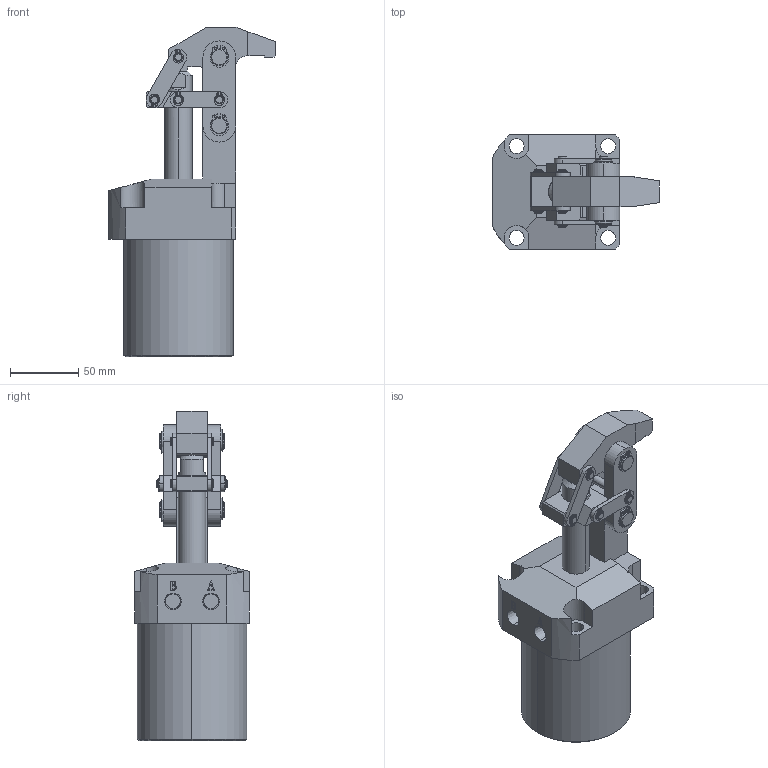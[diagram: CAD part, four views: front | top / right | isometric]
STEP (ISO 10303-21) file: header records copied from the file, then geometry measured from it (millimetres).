
FILE_DESCRIPTION (( 'STEP AP203' ), '1' );
FILE_NAME ('HLF5H-50G.STEP', '2019-10-12T09:23:12', ( '微软用户' ), ( '微软中国' ), 'SwSTEP 2.0', 'SolidWorks 2012', '' );
FILE_SCHEMA (( 'CONFIG_CONTROL_DESIGN' ));
Length unit declared in the file: millimetre
Products named in the file (13): HLF5H-50G; circlips for shaft--type a large gb_GB_CONNECTING_PIECE_RING_RRA 12; circlips for shaft--type a small gb_GB_CONNECTING_PIECE_RING_RRA 6; HLF5H-50-活塞杆; HLF5H-50G-揤旋; HLF5H-50G-种粣3; HLF5H-50G-种粣2; HLF5H-50G-种粣1; HLF5H-50G-杶啣; HLF5H-50G-蟀裝3; HLF5H-50G-蟀裝2; HLF5H-50G-蟀裝1; HLF5H-50G-掛极
Assembly tree (28 placements, depth 2):
  HLF5H-50G
    HLF5H-50G-掛极
    HLF5H-50G-蟀裝1  x2
    HLF5H-50G-蟀裝2  x2
    HLF5H-50G-蟀裝3  x2
    HLF5H-50G-杶啣
    HLF5H-50G-种粣1  x2
    HLF5H-50G-种粣2  x2
    HLF5H-50G-种粣3  x2
    HLF5H-50G-揤旋
    HLF5H-50-活塞杆
    circlips for shaft--type a small gb_GB_CONNECTING_PIECE_RING_RRA 6  x8
    circlips for shaft--type a large gb_GB_CONNECTING_PIECE_RING_RRA 12  x4
Bounding box: 122 x 84 x 241 mm (x, y, z)
Volume: 763282.7 mm3; surface area: 130020.6 mm2
Topology: 28 solids, 28 shells, 731 faces, 1796 edges, 1160 vertices
Faces by surface type: cylinder 346, plane 255, cone 108, bspline 16, torus 6
Entity records: 14531 total; most frequent: CARTESIAN_POINT 3142, DIRECTION 2078, ORIENTED_EDGE 1920, EDGE_CURVE 960, AXIS2_PLACEMENT_3D 764, VERTEX_POINT 616, VECTOR 550, LINE 550
